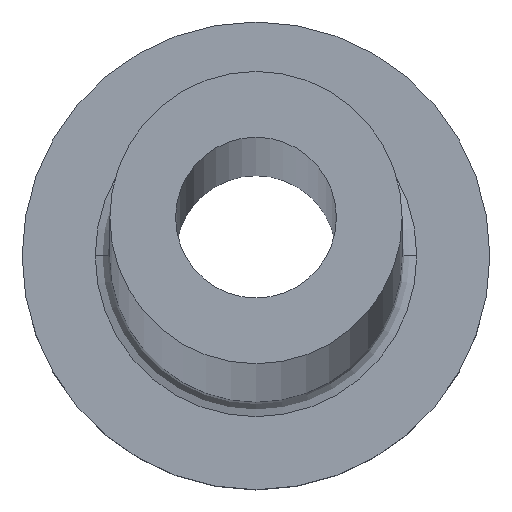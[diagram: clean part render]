
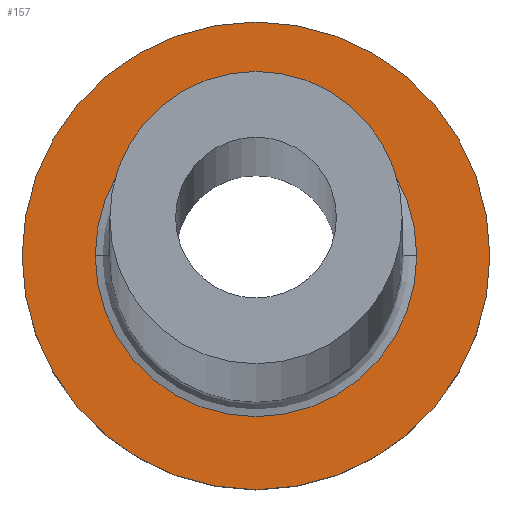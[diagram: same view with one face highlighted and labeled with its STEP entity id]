
A CAD part, top view. The second image highlights one B-rep face of the part: STEP entity #157.
In plain terms, the highlighted planar face has unit normal (0, 0, 1).
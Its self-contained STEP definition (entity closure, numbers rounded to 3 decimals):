
#2 = DIRECTION ( 'NONE',  ( 1., 0., 0. ) ) ;
#4 = EDGE_LOOP ( 'NONE', ( #22, #82 ) ) ;
#11 = CARTESIAN_POINT ( 'NONE',  ( 5.5, 0., 5. ) ) ;
#12 = EDGE_CURVE ( 'NONE', #326, #121, #159, .T. ) ;
#13 = FACE_OUTER_BOUND ( 'NONE', #263, .T. ) ;
#22 = ORIENTED_EDGE ( 'NONE', *, *, #292, .T. ) ;
#34 = DIRECTION ( 'NONE',  ( 0., 0., 1. ) ) ;
#45 = CARTESIAN_POINT ( 'NONE',  ( -8., 0., 5. ) ) ;
#53 = AXIS2_PLACEMENT_3D ( 'NONE', #256, #130, #223 ) ;
#82 = ORIENTED_EDGE ( 'NONE', *, *, #210, .T. ) ;
#92 = CARTESIAN_POINT ( 'NONE',  ( 0., 0., 5. ) ) ;
#93 = EDGE_CURVE ( 'NONE', #121, #326, #145, .T. ) ;
#94 = DIRECTION ( 'NONE',  ( 0., 0., -1. ) ) ;
#119 = CARTESIAN_POINT ( 'NONE',  ( 0., 0., 5. ) ) ;
#121 = VERTEX_POINT ( 'NONE', #45 ) ;
#130 = DIRECTION ( 'NONE',  ( 0., 0., 1. ) ) ;
#134 = DIRECTION ( 'NONE',  ( 1., 0., 0. ) ) ;
#137 = CARTESIAN_POINT ( 'NONE',  ( 8., 0., 5. ) ) ;
#140 = ORIENTED_EDGE ( 'NONE', *, *, #93, .T. ) ;
#145 = CIRCLE ( 'NONE', #199, 8. ) ;
#154 = DIRECTION ( 'NONE',  ( 0., 0., 1. ) ) ;
#157 = ADVANCED_FACE ( 'NONE', ( #308, #13 ), #374, .T. ) ;
#159 = CIRCLE ( 'NONE', #239, 8. ) ;
#181 = CIRCLE ( 'NONE', #188, 5.5 ) ;
#187 = CARTESIAN_POINT ( 'NONE',  ( 0., 0., 5. ) ) ;
#188 = AXIS2_PLACEMENT_3D ( 'NONE', #119, #347, #134 ) ;
#199 = AXIS2_PLACEMENT_3D ( 'NONE', #304, #154, #278 ) ;
#203 = CIRCLE ( 'NONE', #260, 5.5 ) ;
#205 = ORIENTED_EDGE ( 'NONE', *, *, #12, .T. ) ;
#210 = EDGE_CURVE ( 'NONE', #272, #352, #203, .T. ) ;
#223 = DIRECTION ( 'NONE',  ( 1., 0., 0. ) ) ;
#239 = AXIS2_PLACEMENT_3D ( 'NONE', #187, #34, #335 ) ;
#256 = CARTESIAN_POINT ( 'NONE',  ( 0., 0., 5. ) ) ;
#260 = AXIS2_PLACEMENT_3D ( 'NONE', #92, #94, #2 ) ;
#263 = EDGE_LOOP ( 'NONE', ( #140, #205 ) ) ;
#272 = VERTEX_POINT ( 'NONE', #319 ) ;
#278 = DIRECTION ( 'NONE',  ( 1., 0., 0. ) ) ;
#292 = EDGE_CURVE ( 'NONE', #352, #272, #181, .T. ) ;
#304 = CARTESIAN_POINT ( 'NONE',  ( 0., 0., 5. ) ) ;
#308 = FACE_BOUND ( 'NONE', #4, .T. ) ;
#319 = CARTESIAN_POINT ( 'NONE',  ( -5.5, 0., 5. ) ) ;
#326 = VERTEX_POINT ( 'NONE', #137 ) ;
#335 = DIRECTION ( 'NONE',  ( 1., 0., 0. ) ) ;
#347 = DIRECTION ( 'NONE',  ( 0., 0., -1. ) ) ;
#352 = VERTEX_POINT ( 'NONE', #11 ) ;
#374 = PLANE ( 'NONE',  #53 ) ;
